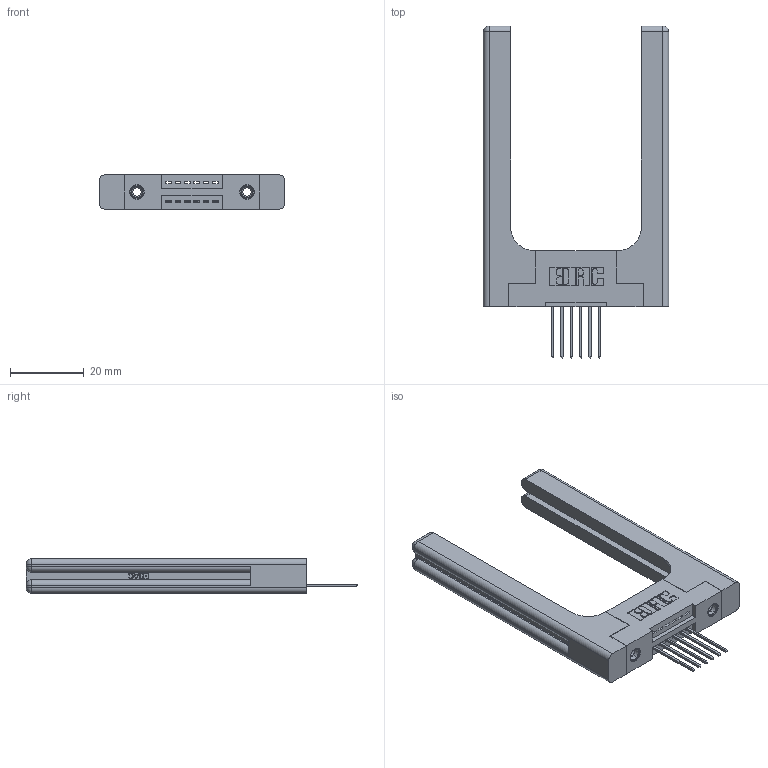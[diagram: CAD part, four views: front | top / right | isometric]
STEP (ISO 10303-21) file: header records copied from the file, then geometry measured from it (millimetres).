
FILE_DESCRIPTION (( 'STEP AP203' ), '1' );
FILE_NAME ('395-006-540-158.STEP', '2019-10-15T15:52:42', ( '' ), ( '' ), 'SwSTEP 2.0', 'SolidWorks 2016', '' );
FILE_SCHEMA (( 'CONFIG_CONTROL_DESIGN' ));
Length unit declared in the file: inch
Products named in the file (5): 345-250-001_345-250-001-102; 345-292-001_345-293-140; 395-006-540-158; 345 Part_Flush Mounting Lugs - 0.156 Dia-TH; 345-220-058_345-220-058
Assembly tree (11 placements, depth 2):
  395-006-540-158
    345 Part_Flush Mounting Lugs - 0.156 Dia-TH
    345-292-001_345-293-140  x6
    345-250-001_345-250-001-102  x2
    345-220-058_345-220-058  x2
Bounding box: 50.27 x 90.09 x 9.4 mm (x, y, z)
Volume: 12992.6 mm3; surface area: 10838.4 mm2
Topology: 11 solids, 11 shells, 730 faces, 2063 edges, 1346 vertices
Faces by surface type: plane 468, cylinder 202, bspline 36, cone 12, sphere 8, torus 4
Entity records: 14562 total; most frequent: CARTESIAN_POINT 3495, ORIENTED_EDGE 2232, DIRECTION 2052, EDGE_CURVE 1116, VECTOR 868, LINE 868, VERTEX_POINT 734, AXIS2_PLACEMENT_3D 592
